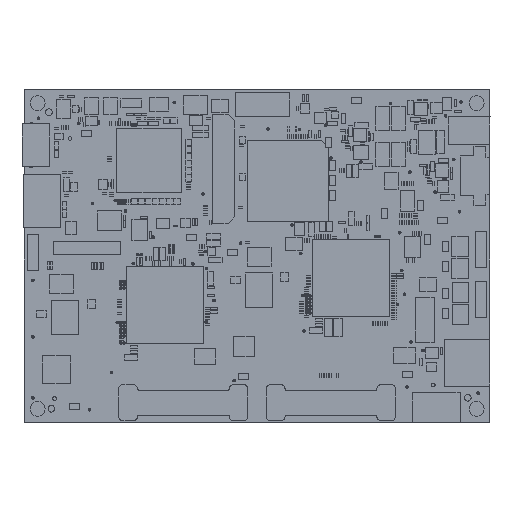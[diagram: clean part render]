
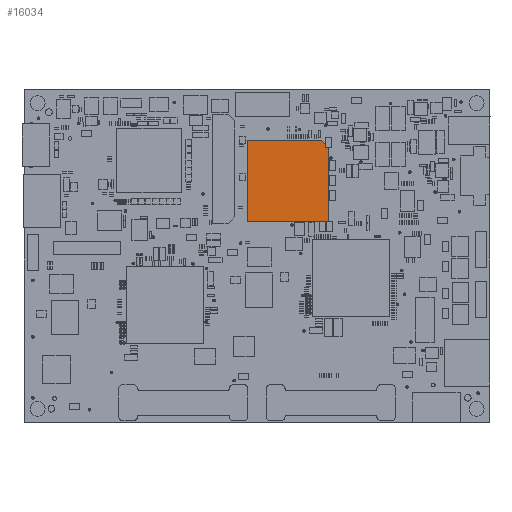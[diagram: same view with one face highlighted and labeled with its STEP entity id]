
A CAD part, top view. The second image highlights one B-rep face of the part: STEP entity #16034.
In plain terms, the highlighted planar face has unit normal (0, 0, 1).
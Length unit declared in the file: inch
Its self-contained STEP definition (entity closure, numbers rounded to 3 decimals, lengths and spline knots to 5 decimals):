
#9866=FACE_OUTER_BOUND($,#11164,.F.);
#11164=EDGE_LOOP($,(#20431,#20432,#20433,#20434,#20435));
#14706=AXIS2_PLACEMENT_3D($,#37534,#29616,$);
#15156=PLANE($,#14706);
#16034=ADVANCED_FACE($,(#9866),#15156,.T.);
#20431=ORIENTED_EDGE($,*,*,#22944,.T.);
#20432=ORIENTED_EDGE($,*,*,#22945,.T.);
#20433=ORIENTED_EDGE($,*,*,#22946,.T.);
#20434=ORIENTED_EDGE($,*,*,#22947,.T.);
#20435=ORIENTED_EDGE($,*,*,#22948,.T.);
#22944=EDGE_CURVE($,#28197,#28198,#26160,.T.);
#22945=EDGE_CURVE($,#28198,#28199,#26161,.T.);
#22946=EDGE_CURVE($,#28199,#28200,#26162,.T.);
#22947=EDGE_CURVE($,#28200,#28201,#26163,.T.);
#22948=EDGE_CURVE($,#28201,#28197,#26164,.T.);
#24554=VECTOR($,#33269,1.20551);
#24555=VECTOR($,#33270,1.20551);
#24556=VECTOR($,#33271,1.09796);
#24557=VECTOR($,#33272,0.1521);
#24558=VECTOR($,#33273,1.09796);
#26160=LINE($,#37533,#24554);
#26161=LINE($,#37534,#24555);
#26162=LINE($,#37535,#24556);
#26163=LINE($,#37536,#24557);
#26164=LINE($,#37537,#24558);
#28197=VERTEX_POINT($,#37533);
#28198=VERTEX_POINT($,#37534);
#28199=VERTEX_POINT($,#37535);
#28200=VERTEX_POINT($,#37536);
#28201=VERTEX_POINT($,#37537);
#29616=DIRECTION($,(0.,0.,1.));
#33269=DIRECTION($,(0.,-1.,0.));
#33270=DIRECTION($,(-1.,0.,0.));
#33271=DIRECTION($,(0.,1.,0.));
#33272=DIRECTION($,(0.707,0.707,0.));
#33273=DIRECTION($,(1.,0.,0.));
#37533=CARTESIAN_POINT('',(0.60276,0.60276,0.035));
#37534=CARTESIAN_POINT('',(0.60276,-0.60276,0.035));
#37535=CARTESIAN_POINT('',(-0.60276,-0.60276,0.035));
#37536=CARTESIAN_POINT('',(-0.60276,0.49521,0.035));
#37537=CARTESIAN_POINT('',(-0.49521,0.60276,0.035));
